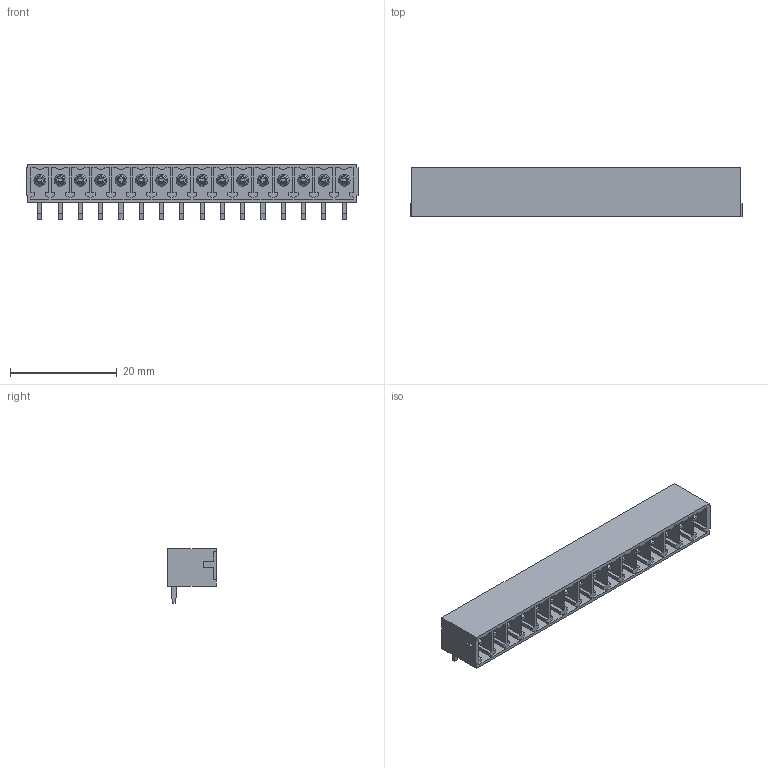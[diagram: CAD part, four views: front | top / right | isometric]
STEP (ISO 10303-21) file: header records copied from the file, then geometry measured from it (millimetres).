
FILE_DESCRIPTION(('CATIA V5 STEP Exchange','CAx-IF Rec.Pracs.--- Model Styling and Organization---1.2---2011-12-15'),'2;1');
FILE_NAME ('D1447377_0_1036640000_1036640000.stp','2018-10-15T17:13:58+00:00',('none'),('Weidmueller'),'CATIA Version 5-6 Release 2014','CATIA V5 STEP AP214','none');
FILE_SCHEMA(('AUTOMOTIVE_DESIGN { 1 0 10303 214 1 1 1 1 }'));
Length unit declared in the file: millimetre
Products named in the file (1): 1036640000
Bounding box: 62.35 x 9.2 x 10.3 mm (x, y, z)
Volume: 1712.6 mm3; surface area: 5836.6 mm2
Topology: 17 solids, 17 shells, 1058 faces, 2976 edges, 1984 vertices
Faces by surface type: plane 954, cylinder 40, cone 32, torus 32
Entity records: 30287 total; most frequent: ORIENTED_EDGE 5952, CARTESIAN_POINT 5381, DIRECTION 3816, EDGE_CURVE 2976, VECTOR 2768, LINE 2768, VERTEX_POINT 1984, EDGE_LOOP 1122
